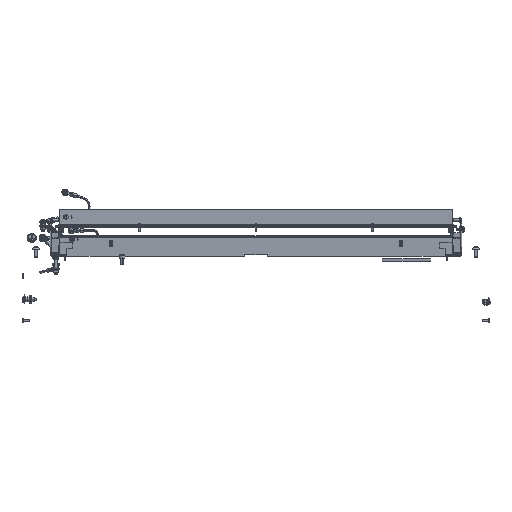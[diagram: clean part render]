
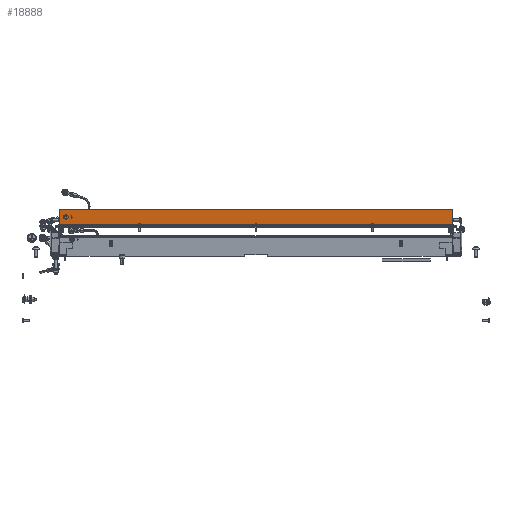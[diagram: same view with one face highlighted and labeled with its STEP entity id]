
A CAD part, top view. The second image highlights one B-rep face of the part: STEP entity #18888.
In plain terms, the highlighted face is planar.
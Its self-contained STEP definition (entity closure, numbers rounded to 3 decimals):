
#351 = ORIENTED_EDGE ( 'NONE', *, *, #11860, .T. ) ;
#976 = VERTEX_POINT ( 'NONE', #12643 ) ;
#2241 = ORIENTED_EDGE ( 'NONE', *, *, #26378, .F. ) ;
#2281 = CARTESIAN_POINT ( 'NONE',  ( 303., 2., 2. ) ) ;
#4146 = CARTESIAN_POINT ( 'NONE',  ( -293., 14., 2. ) ) ;
#4895 = CARTESIAN_POINT ( 'NONE',  ( -303., 2., 2. ) ) ;
#5153 = VECTOR ( 'NONE', #11642, 1000. ) ;
#5278 = CARTESIAN_POINT ( 'NONE',  ( 303., 2., 2. ) ) ;
#5791 = VERTEX_POINT ( 'NONE', #30646 ) ;
#6073 = VECTOR ( 'NONE', #29654, 1000. ) ;
#6524 = DIRECTION ( 'NONE',  ( -1., 0., 0. ) ) ;
#9003 = VERTEX_POINT ( 'NONE', #28708 ) ;
#9114 = CIRCLE ( 'NONE', #26256, 1.65 ) ;
#9367 = EDGE_CURVE ( 'NONE', #30527, #9003, #43275, .T. ) ;
#11642 = DIRECTION ( 'NONE',  ( 0., -1., 0. ) ) ;
#11852 = ORIENTED_EDGE ( 'NONE', *, *, #9367, .F. ) ;
#11860 = EDGE_CURVE ( 'NONE', #5791, #40801, #18986, .T. ) ;
#12643 = CARTESIAN_POINT ( 'NONE',  ( 303., 2., 2. ) ) ;
#13143 = DIRECTION ( 'NONE',  ( 0., 0., -1. ) ) ;
#13185 = LINE ( 'NONE', #42311, #16547 ) ;
#13303 = LINE ( 'NONE', #5278, #6073 ) ;
#13797 = CARTESIAN_POINT ( 'NONE',  ( 303., 25., 2. ) ) ;
#14621 = DIRECTION ( 'NONE',  ( 1., 0., 0. ) ) ;
#16102 = DIRECTION ( 'NONE',  ( 0., -1., 0. ) ) ;
#16547 = VECTOR ( 'NONE', #6524, 1000. ) ;
#16560 = EDGE_LOOP ( 'NONE', ( #351, #44175, #2241, #24082 ) ) ;
#16732 = DIRECTION ( 'NONE',  ( 0., 1., 0. ) ) ;
#18159 = DIRECTION ( 'NONE',  ( 1., 0., 0. ) ) ;
#18888 = ADVANCED_FACE ( 'NONE', ( #34050, #41913 ), #38495, .F. ) ;
#18986 = LINE ( 'NONE', #4895, #26278 ) ;
#19755 = EDGE_CURVE ( 'NONE', #976, #40801, #13303, .T. ) ;
#21966 = CARTESIAN_POINT ( 'NONE',  ( -293., 14., 2. ) ) ;
#22914 = CARTESIAN_POINT ( 'NONE',  ( 303., 2., 2. ) ) ;
#23735 = CARTESIAN_POINT ( 'NONE',  ( -303., 2., 2. ) ) ;
#24082 = ORIENTED_EDGE ( 'NONE', *, *, #35208, .T. ) ;
#26249 = EDGE_CURVE ( 'NONE', #9003, #30527, #9114, .T. ) ;
#26256 = AXIS2_PLACEMENT_3D ( 'NONE', #21966, #36379, #14621 ) ;
#26278 = VECTOR ( 'NONE', #16102, 1000. ) ;
#26378 = EDGE_CURVE ( 'NONE', #43623, #976, #37592, .T. ) ;
#28708 = CARTESIAN_POINT ( 'NONE',  ( -291.35, 14., 2. ) ) ;
#29654 = DIRECTION ( 'NONE',  ( -1., 0., 0. ) ) ;
#30527 = VERTEX_POINT ( 'NONE', #38055 ) ;
#30646 = CARTESIAN_POINT ( 'NONE',  ( -303., 25., 2. ) ) ;
#32720 = DIRECTION ( 'NONE',  ( 0., 0., 1. ) ) ;
#33025 = AXIS2_PLACEMENT_3D ( 'NONE', #4146, #32720, #18159 ) ;
#34050 = FACE_BOUND ( 'NONE', #39960, .T. ) ;
#35208 = EDGE_CURVE ( 'NONE', #43623, #5791, #13185, .T. ) ;
#36379 = DIRECTION ( 'NONE',  ( 0., 0., 1. ) ) ;
#37592 = LINE ( 'NONE', #22914, #5153 ) ;
#38055 = CARTESIAN_POINT ( 'NONE',  ( -294.65, 14., 2. ) ) ;
#38495 = PLANE ( 'NONE',  #44212 ) ;
#38871 = ORIENTED_EDGE ( 'NONE', *, *, #26249, .F. ) ;
#39960 = EDGE_LOOP ( 'NONE', ( #38871, #11852 ) ) ;
#40801 = VERTEX_POINT ( 'NONE', #23735 ) ;
#41913 = FACE_OUTER_BOUND ( 'NONE', #16560, .T. ) ;
#42311 = CARTESIAN_POINT ( 'NONE',  ( 303., 25., 2. ) ) ;
#43275 = CIRCLE ( 'NONE', #33025, 1.65 ) ;
#43623 = VERTEX_POINT ( 'NONE', #13797 ) ;
#44175 = ORIENTED_EDGE ( 'NONE', *, *, #19755, .F. ) ;
#44212 = AXIS2_PLACEMENT_3D ( 'NONE', #2281, #13143, #16732 ) ;
